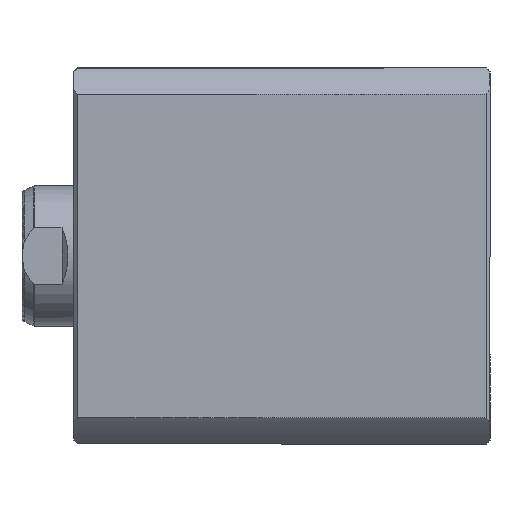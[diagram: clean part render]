
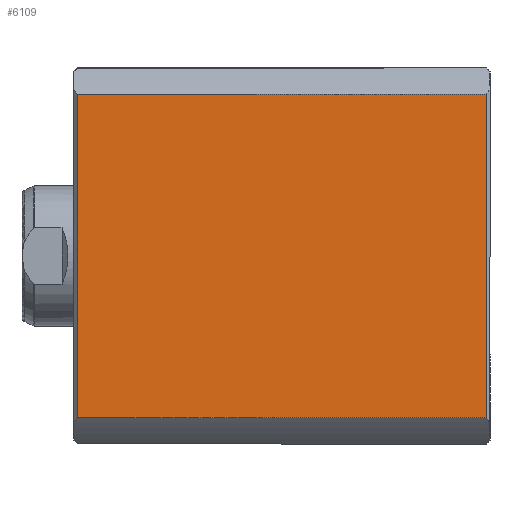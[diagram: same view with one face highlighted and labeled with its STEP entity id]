
A CAD part, left-side view. The second image highlights one B-rep face of the part: STEP entity #6109.
In plain terms, the highlighted planar face has unit normal (-1, 0, 0).
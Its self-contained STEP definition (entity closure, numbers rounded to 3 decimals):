
#1197 = LINE ( 'NONE', #11557, #9587 ) ;
#2693 = VERTEX_POINT ( 'NONE', #5025 ) ;
#2875 = VECTOR ( 'NONE', #6786, 1000. ) ;
#3345 = AXIS2_PLACEMENT_3D ( 'NONE', #8945, #9971, #4153 ) ;
#3435 = CARTESIAN_POINT ( 'NONE',  ( -47., 47., 103. ) ) ;
#3819 = EDGE_CURVE ( 'NONE', #11101, #8868, #8597, .T. ) ;
#4153 = DIRECTION ( 'NONE',  ( 0., 1., 0. ) ) ;
#4430 = DIRECTION ( 'NONE',  ( 0., 1., 0. ) ) ;
#4803 = CARTESIAN_POINT ( 'NONE',  ( -47., 40.435, 1. ) ) ;
#4993 = ORIENTED_EDGE ( 'NONE', *, *, #12034, .F. ) ;
#5025 = CARTESIAN_POINT ( 'NONE',  ( -47., -40.435, 103. ) ) ;
#5120 = VERTEX_POINT ( 'NONE', #11926 ) ;
#5620 = ORIENTED_EDGE ( 'NONE', *, *, #12455, .T. ) ;
#5665 = DIRECTION ( 'NONE',  ( 0., -1., 0. ) ) ;
#6109 = ADVANCED_FACE ( 'NONE', ( #8907 ), #8979, .F. ) ;
#6786 = DIRECTION ( 'NONE',  ( 0., 0., -1. ) ) ;
#7622 = LINE ( 'NONE', #3435, #9889 ) ;
#8071 = LINE ( 'NONE', #10655, #2875 ) ;
#8531 = EDGE_LOOP ( 'NONE', ( #4993, #5620, #9398, #12629 ) ) ;
#8597 = LINE ( 'NONE', #11398, #10265 ) ;
#8868 = VERTEX_POINT ( 'NONE', #11422 ) ;
#8907 = FACE_OUTER_BOUND ( 'NONE', #8531, .T. ) ;
#8945 = CARTESIAN_POINT ( 'NONE',  ( -47., 47., 104. ) ) ;
#8979 = PLANE ( 'NONE',  #3345 ) ;
#9398 = ORIENTED_EDGE ( 'NONE', *, *, #11965, .F. ) ;
#9587 = VECTOR ( 'NONE', #12485, 1000. ) ;
#9889 = VECTOR ( 'NONE', #4430, 1000. ) ;
#9971 = DIRECTION ( 'NONE',  ( 1., 0., 0. ) ) ;
#10265 = VECTOR ( 'NONE', #5665, 1000. ) ;
#10655 = CARTESIAN_POINT ( 'NONE',  ( -47., -40.435, 300. ) ) ;
#11101 = VERTEX_POINT ( 'NONE', #4803 ) ;
#11398 = CARTESIAN_POINT ( 'NONE',  ( -47., 47., 1. ) ) ;
#11422 = CARTESIAN_POINT ( 'NONE',  ( -47., -40.435, 1. ) ) ;
#11557 = CARTESIAN_POINT ( 'NONE',  ( -47., 40.435, 300. ) ) ;
#11926 = CARTESIAN_POINT ( 'NONE',  ( -47., 40.435, 103. ) ) ;
#11965 = EDGE_CURVE ( 'NONE', #11101, #5120, #1197, .T. ) ;
#12034 = EDGE_CURVE ( 'NONE', #2693, #8868, #8071, .T. ) ;
#12455 = EDGE_CURVE ( 'NONE', #2693, #5120, #7622, .T. ) ;
#12485 = DIRECTION ( 'NONE',  ( 0., 0., 1. ) ) ;
#12629 = ORIENTED_EDGE ( 'NONE', *, *, #3819, .T. ) ;
